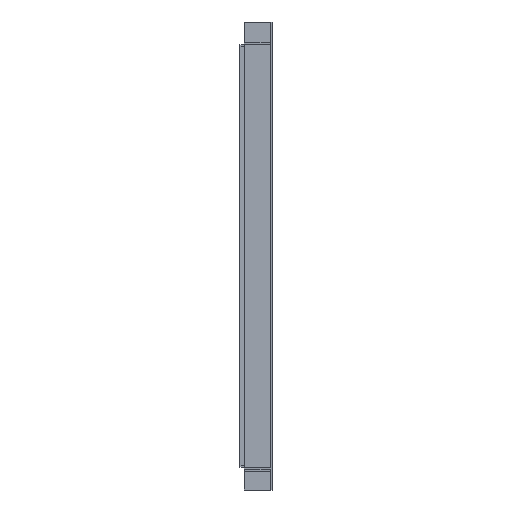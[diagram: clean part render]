
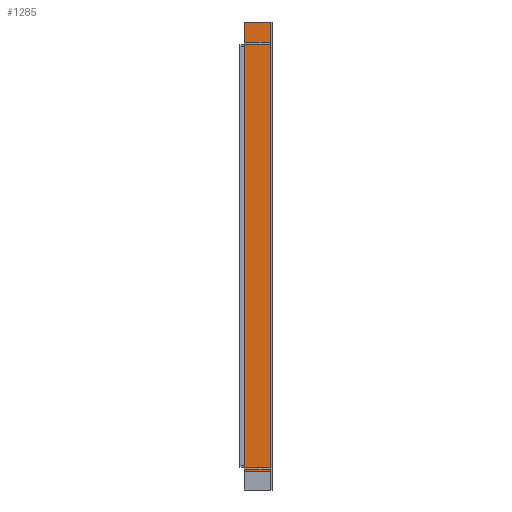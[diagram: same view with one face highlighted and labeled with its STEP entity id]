
A CAD part, left-side view. The second image highlights one B-rep face of the part: STEP entity #1285.
In plain terms, the highlighted planar face has unit normal (-1, 0, 0).
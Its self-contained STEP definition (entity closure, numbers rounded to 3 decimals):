
#22 = CARTESIAN_POINT ( 'NONE',  ( 18.5, 25., 406.8 ) ) ;
#88 = LINE ( 'NONE', #3786, #170 ) ;
#108 = LINE ( 'NONE', #899, #189 ) ;
#125 = DIRECTION ( 'NONE',  ( 1., 0., 0. ) ) ;
#142 = EDGE_LOOP ( 'NONE', ( #864, #2693, #2860, #3699 ) ) ;
#163 = EDGE_CURVE ( 'NONE', #3783, #460, #88, .T. ) ;
#170 = VECTOR ( 'NONE', #732, 1000. ) ;
#189 = VECTOR ( 'NONE', #3641, 1000. ) ;
#281 = VECTOR ( 'NONE', #2420, 1000. ) ;
#348 = VERTEX_POINT ( 'NONE', #2443 ) ;
#398 = EDGE_CURVE ( 'NONE', #3763, #348, #762, .T. ) ;
#460 = VERTEX_POINT ( 'NONE', #3006 ) ;
#525 = AXIS2_PLACEMENT_3D ( 'NONE', #3747, #125, #2223 ) ;
#729 = VECTOR ( 'NONE', #1517, 1000. ) ;
#732 = DIRECTION ( 'NONE',  ( 0., -1., 0. ) ) ;
#762 = LINE ( 'NONE', #1825, #729 ) ;
#864 = ORIENTED_EDGE ( 'NONE', *, *, #398, .T. ) ;
#899 = CARTESIAN_POINT ( 'NONE',  ( 18.5, 1.5, 406.8 ) ) ;
#1285 = ADVANCED_FACE ( 'NONE', ( #3320 ), #1916, .F. ) ;
#1517 = DIRECTION ( 'NONE',  ( 0., -1., 0. ) ) ;
#1704 = EDGE_CURVE ( 'NONE', #460, #348, #108, .T. ) ;
#1714 = EDGE_CURVE ( 'NONE', #3783, #3763, #3644, .T. ) ;
#1825 = CARTESIAN_POINT ( 'NONE',  ( 18.5, 25., 0. ) ) ;
#1916 = PLANE ( 'NONE',  #525 ) ;
#2223 = DIRECTION ( 'NONE',  ( 0., 1., 0. ) ) ;
#2420 = DIRECTION ( 'NONE',  ( 0., 0., -1. ) ) ;
#2443 = CARTESIAN_POINT ( 'NONE',  ( 18.5, 1.5, 0. ) ) ;
#2693 = ORIENTED_EDGE ( 'NONE', *, *, #1704, .F. ) ;
#2860 = ORIENTED_EDGE ( 'NONE', *, *, #163, .F. ) ;
#2926 = CARTESIAN_POINT ( 'NONE',  ( 18.5, 25., 0. ) ) ;
#3006 = CARTESIAN_POINT ( 'NONE',  ( 18.5, 1.5, 406.8 ) ) ;
#3320 = FACE_OUTER_BOUND ( 'NONE', #142, .T. ) ;
#3515 = CARTESIAN_POINT ( 'NONE',  ( 18.5, 25., 406.8 ) ) ;
#3641 = DIRECTION ( 'NONE',  ( 0., 0., -1. ) ) ;
#3644 = LINE ( 'NONE', #22, #281 ) ;
#3699 = ORIENTED_EDGE ( 'NONE', *, *, #1714, .T. ) ;
#3747 = CARTESIAN_POINT ( 'NONE',  ( 18.5, 25., 406.8 ) ) ;
#3763 = VERTEX_POINT ( 'NONE', #2926 ) ;
#3783 = VERTEX_POINT ( 'NONE', #3515 ) ;
#3786 = CARTESIAN_POINT ( 'NONE',  ( 18.5, 25., 406.8 ) ) ;
